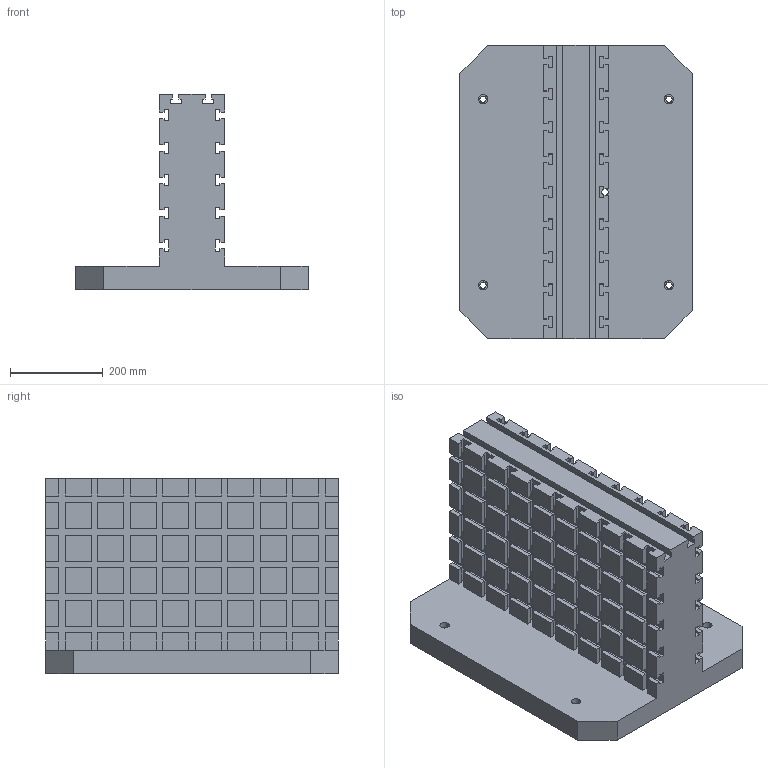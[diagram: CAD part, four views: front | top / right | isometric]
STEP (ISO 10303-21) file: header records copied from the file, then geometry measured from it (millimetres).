
FILE_DESCRIPTION(('STEP AP214'),'1');
FILE_NAME(' ',' ',('TraceParts'),('TraceParts S.A.'),'XStep 1.0',' ',' ');
FILE_SCHEMA(('automotive_design'));
Length unit declared in the file: millimetre
Products named in the file (1): 1
Bounding box: 500 x 630 x 420 mm (x, y, z)
Volume: 43132737.1 mm3; surface area: 1968677 mm2
Topology: 1 solids, 1 shells, 1188 faces, 3100 edges, 2066 vertices
Faces by surface type: plane 1128, cylinder 60
Entity records: 71148 total; most frequent: STYLED_ITEM 6355, PRESENTATION_STYLE_ASSIGNMENT 6355, CARTESIAN_POINT 6355, COLOUR_RGB 6355, ORIENTED_EDGE 6200, DIRECTION 5600, EDGE_CURVE 3100, CURVE_STYLE 3100
